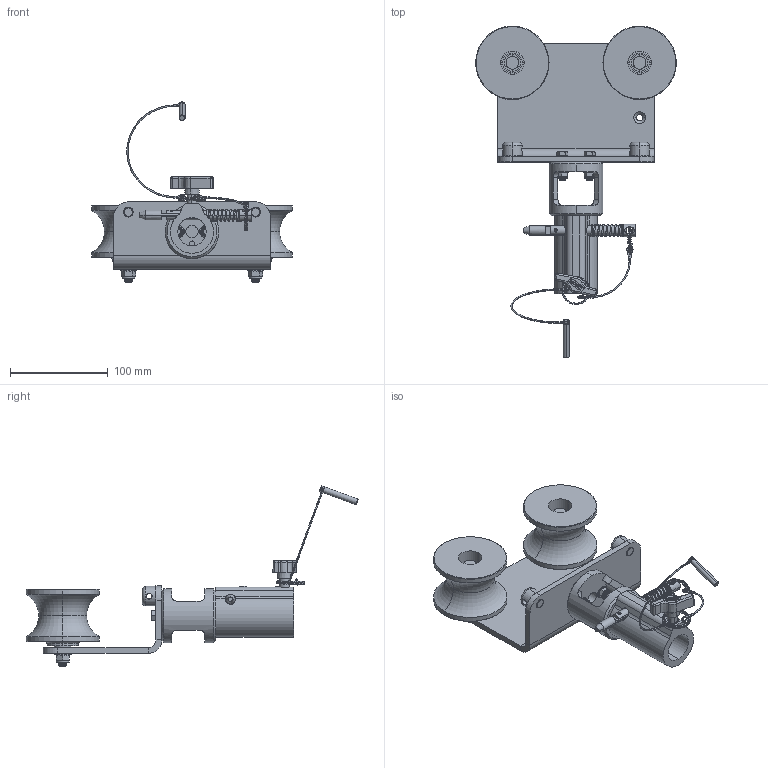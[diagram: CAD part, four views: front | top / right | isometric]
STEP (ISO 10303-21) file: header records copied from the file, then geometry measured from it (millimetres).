
FILE_DESCRIPTION (( 'STEP AP203' ), '1' );
FILE_NAME ('G1605.STEP', '2018-09-27T13:50:59', ( '' ), ( '' ), 'SwSTEP 2.0', 'SolidWorks 2016', '' );
FILE_SCHEMA (( 'CONFIG_CONTROL_DESIGN' ));
Length unit declared in the file: millimetre
Products named in the file (31): TH1283; S2605; TH2940; TH3825; S1181-1_TH629-1 M10 Sword Body; T84300; S1181; TH3739; S1181-3_TH631-1 32MM LG; A Washer_Bright washer BS 4320 - M8 (Form A); TH1282; Hex Screw GradeC_Doughty Fastners_ISO 4018 - M6 x 25-WS; S3603; S1181-2; F629; TH1684; TH1281; G1605; TH3740; Hex Bolt_ISO 4016 - M8 x 65 x 22-WS; Doughty Knob_S0168; S2663; TH2941; ST40900 (T84300); SW3dPS-nyloc nut, st stl a2 iso_M8 NYLOC; TH2936; TH1280_Down; S1181-4; B Washer_Bright washer BS 4320 - M6 (Form B); TH3792; SW3dPS-nyloc nut, st stl a2 iso_M6 NYLOC
Assembly tree (44 placements, depth 4):
  G1605
    TH2940
    TH2941  x2
    TH3825  x2
      TH2936
        TH3739
        TH3740
        S3603  x2
      TH3792
    T84300
      TH1280_Down
        TH1281
        TH1282
        F629
      Doughty Knob_S0168
      S1181
        S1181-1_TH629-1 M10 Sword Body
        S1181-4
        S1181-2
        S1181-3_TH631-1 32MM LG
      S2605
      TH1684
        ST40900 (T84300)
        TH1283
      S2663  x2
    A Washer_Bright washer BS 4320 - M8 (Form A)  x6
    Hex Bolt_ISO 4016 - M8 x 65 x 22-WS  x2
    Hex Screw GradeC_Doughty Fastners_ISO 4018 - M6 x 25-WS  x2
    B Washer_Bright washer BS 4320 - M6 (Form B)  x2
    SW3dPS-nyloc nut, st stl a2 iso_M6 NYLOC  x2
    SW3dPS-nyloc nut, st stl a2 iso_M8 NYLOC  x2
Bounding box: 205 x 339.16 x 184.09 mm (x, y, z)
Volume: 626925.6 mm3; surface area: 209649.3 mm2
Topology: 77 solids, 77 shells, 1494 faces, 3601 edges, 2250 vertices
Faces by surface type: cylinder 500, cone 480, plane 312, torus 100, sphere 64, bspline 38
Entity records: 34924 total; most frequent: CARTESIAN_POINT 10668, DIRECTION 4723, ORIENTED_EDGE 4082, EDGE_CURVE 2041, AXIS2_PLACEMENT_3D 1949, VERTEX_POINT 1280, CIRCLE 1070, EDGE_LOOP 951
